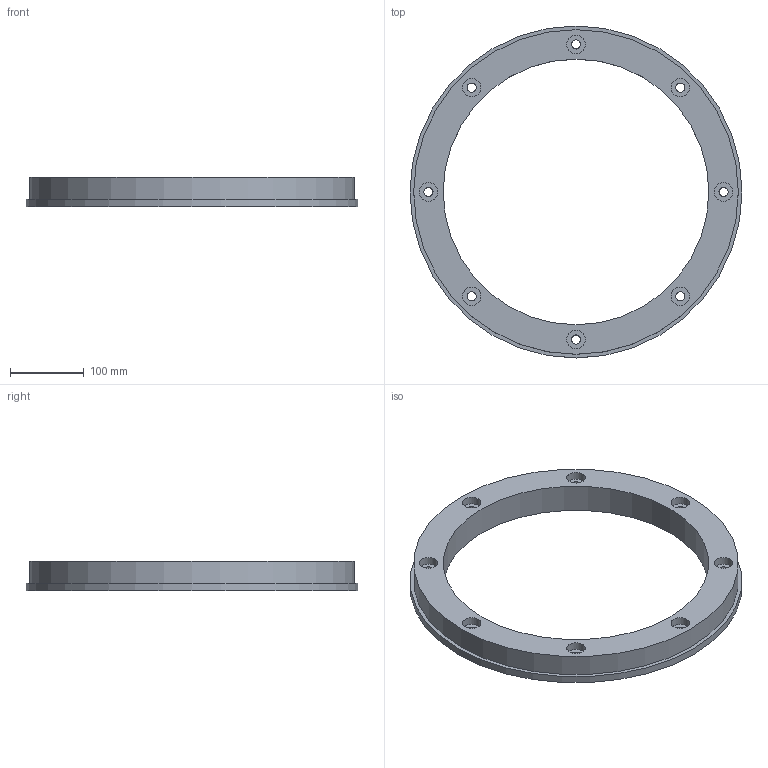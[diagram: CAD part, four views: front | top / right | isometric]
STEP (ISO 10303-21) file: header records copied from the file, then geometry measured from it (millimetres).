
FILE_DESCRIPTION(/* description */ (''),/* implementation_level */ '2;1');
FILE_NAME(/* name */ '',/* time_stamp */ '2024-05-19T14:58:48+03:00',/* author */ ('pokla'),/* organization */ (''),/* preprocessor_version */ 'ST-DEVELOPER v20',/* originating_system */ 'Autodesk Inventor 2024',/* authorisation */ '');
FILE_SCHEMA (('AUTOMOTIVE_DESIGN { 1 0 10303 214 3 1 1 }'));
Length unit declared in the file: millimetre
Products named in the file (1): ДМФ 01 32 Барабан Опорное 
кольцо КОРМА
Bounding box: 450 x 450 x 40 mm (x, y, z)
Volume: 2008852.2 mm3; surface area: 229414.8 mm2
Topology: 1 solids, 1 shells, 30 faces, 57 edges, 38 vertices
Faces by surface type: cylinder 19, plane 11
Full cylindrical faces by diameter (mm): 12.5 x8, 25 x8, 360 x1, 440 x1, 450 x1
Entity records: 858 total; most frequent: DIRECTION 157, CARTESIAN_POINT 126, ORIENTED_EDGE 114, AXIS2_PLACEMENT_3D 69, EDGE_LOOP 57, EDGE_CURVE 57, CIRCLE 38, VERTEX_POINT 38
